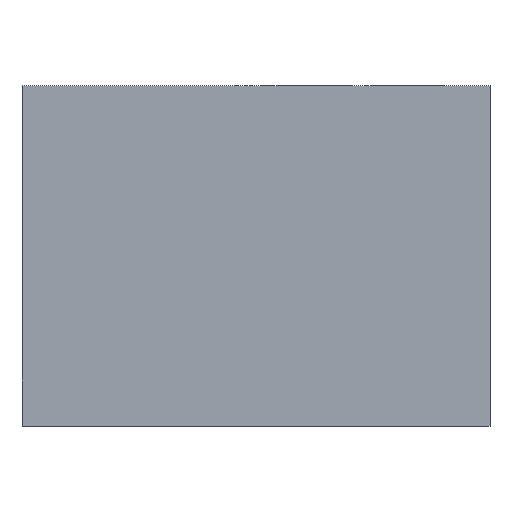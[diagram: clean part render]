
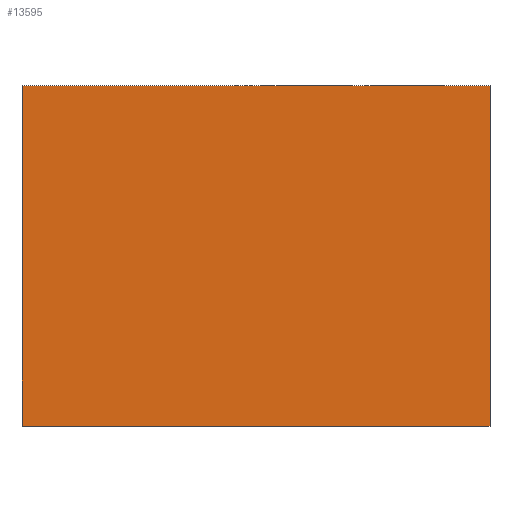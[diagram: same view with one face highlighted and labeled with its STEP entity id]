
A CAD part, top view. The second image highlights one B-rep face of the part: STEP entity #13595.
In plain terms, the highlighted planar face has unit normal (0, 0, 1).
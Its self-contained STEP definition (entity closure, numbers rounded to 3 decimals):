
#1355 = DIRECTION ( 'NONE',  ( -1., 0., 0. ) ) ;
#1961 = EDGE_CURVE ( 'NONE', #12473, #8108, #4424, .T. ) ;
#1971 = VECTOR ( 'NONE', #10094, 1000. ) ;
#2726 = ORIENTED_EDGE ( 'NONE', *, *, #1961, .T. ) ;
#3088 = LINE ( 'NONE', #14460, #4193 ) ;
#3622 = CARTESIAN_POINT ( 'NONE',  ( 11., -8., 10.5 ) ) ;
#3963 = CARTESIAN_POINT ( 'NONE',  ( -11., -8., 10.5 ) ) ;
#4193 = VECTOR ( 'NONE', #11037, 1000. ) ;
#4239 = VECTOR ( 'NONE', #1355, 1000. ) ;
#4424 = LINE ( 'NONE', #5886, #4239 ) ;
#4684 = EDGE_LOOP ( 'NONE', ( #8619, #2726, #9392, #6159 ) ) ;
#5517 = CARTESIAN_POINT ( 'NONE',  ( 0., 0., 10.5 ) ) ;
#5571 = LINE ( 'NONE', #10080, #5757 ) ;
#5757 = VECTOR ( 'NONE', #10161, 1000. ) ;
#5886 = CARTESIAN_POINT ( 'NONE',  ( -11., 8., 10.5 ) ) ;
#6159 = ORIENTED_EDGE ( 'NONE', *, *, #8343, .T. ) ;
#6815 = CARTESIAN_POINT ( 'NONE',  ( 11., 8., 10.5 ) ) ;
#7429 = AXIS2_PLACEMENT_3D ( 'NONE', #5517, #14642, #8815 ) ;
#7744 = VERTEX_POINT ( 'NONE', #10680 ) ;
#7813 = EDGE_CURVE ( 'NONE', #9713, #12473, #3088, .T. ) ;
#8108 = VERTEX_POINT ( 'NONE', #11091 ) ;
#8343 = EDGE_CURVE ( 'NONE', #7744, #9713, #14199, .T. ) ;
#8619 = ORIENTED_EDGE ( 'NONE', *, *, #7813, .T. ) ;
#8815 = DIRECTION ( 'NONE',  ( 1., 0., 0. ) ) ;
#9392 = ORIENTED_EDGE ( 'NONE', *, *, #13955, .T. ) ;
#9713 = VERTEX_POINT ( 'NONE', #3622 ) ;
#9951 = PLANE ( 'NONE',  #7429 ) ;
#10080 = CARTESIAN_POINT ( 'NONE',  ( -11., 8., 10.5 ) ) ;
#10094 = DIRECTION ( 'NONE',  ( 1., 0., 0. ) ) ;
#10161 = DIRECTION ( 'NONE',  ( 0., -1., 0. ) ) ;
#10680 = CARTESIAN_POINT ( 'NONE',  ( -11., -8., 10.5 ) ) ;
#11037 = DIRECTION ( 'NONE',  ( 0., 1., 0. ) ) ;
#11091 = CARTESIAN_POINT ( 'NONE',  ( -11., 8., 10.5 ) ) ;
#11371 = FACE_OUTER_BOUND ( 'NONE', #4684, .T. ) ;
#12473 = VERTEX_POINT ( 'NONE', #6815 ) ;
#13595 = ADVANCED_FACE ( 'NONE', ( #11371 ), #9951, .T. ) ;
#13955 = EDGE_CURVE ( 'NONE', #8108, #7744, #5571, .T. ) ;
#14199 = LINE ( 'NONE', #3963, #1971 ) ;
#14460 = CARTESIAN_POINT ( 'NONE',  ( 11., 8., 10.5 ) ) ;
#14642 = DIRECTION ( 'NONE',  ( 0., 0., 1. ) ) ;
